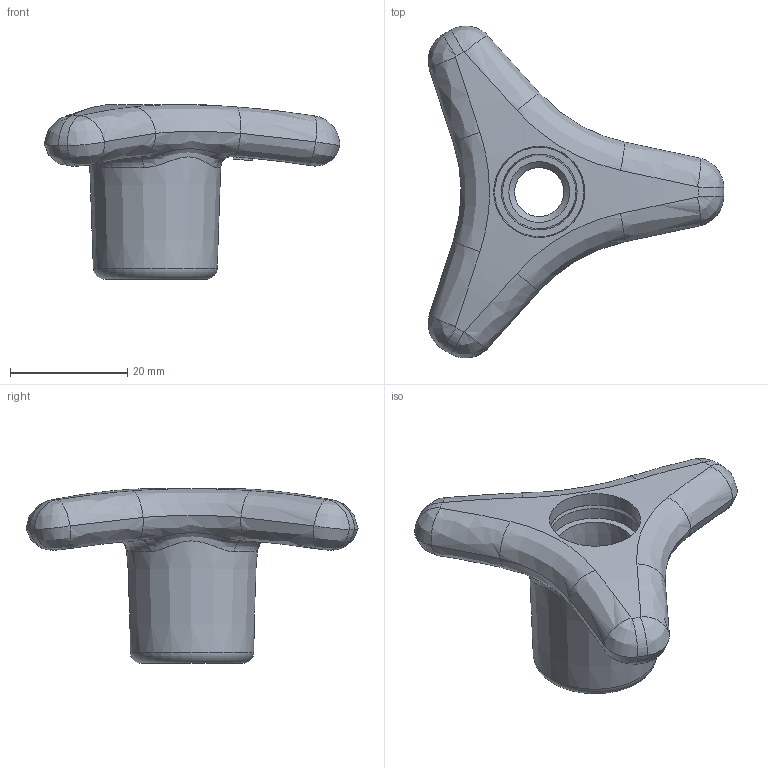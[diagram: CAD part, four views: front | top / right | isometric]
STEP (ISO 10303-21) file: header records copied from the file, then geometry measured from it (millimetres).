
FILE_DESCRIPTION(/* description */ ('File step'),/* implementation_level */ '2;1');
FILE_NAME(/* name */ '6320020',/* time_stamp */ '2022-01-21T14:43:32+01:00',/* author */ ('Zorzan D.'),/* organization */ ('Gamm Srl.'),/* preprocessor_version */ 'ST-DEVELOPER v16.7',/* originating_system */ 'Solid Edge',/* authorisation */ 'Unknown');
FILE_SCHEMA (('CONFIG_CONTROL_DESIGN'));
Length unit declared in the file: millimetre
Products named in the file (1): Parte2
Bounding box: 50.46 x 56.64 x 29.83 mm (x, y, z)
Volume: 15137.5 mm3; surface area: 5687.4 mm2
Topology: 1 solids, 1 shells, 116 faces, 301 edges, 192 vertices
Faces by surface type: plane 54, bspline 34, sphere 10, torus 10, cone 5, cylinder 3
Full cylindrical faces by diameter (mm): 8.376 x1, 15.25 x1, 15.55 x1
Entity records: 6898 total; most frequent: CARTESIAN_POINT 3446, ORIENTED_EDGE 572, DIRECTION 542, EDGE_CURVE 286, AXIS2_PLACEMENT_3D 246, VERTEX_POINT 187, CIRCLE 163, EDGE_LOOP 133
